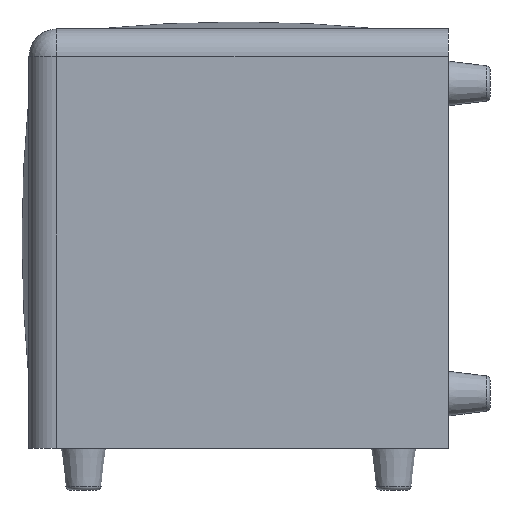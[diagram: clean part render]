
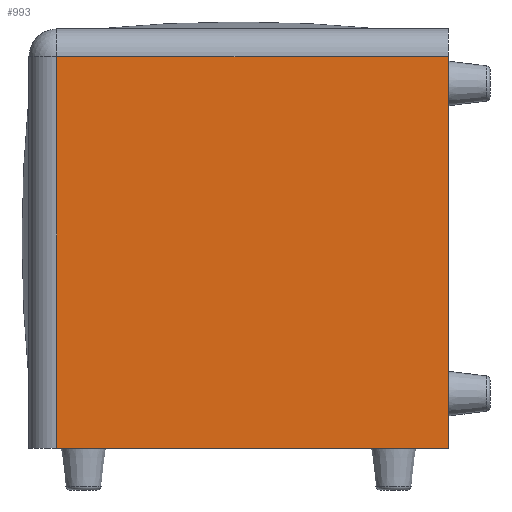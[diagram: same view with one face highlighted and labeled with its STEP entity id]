
A CAD part, left-side view. The second image highlights one B-rep face of the part: STEP entity #993.
In plain terms, the highlighted planar face has unit normal (-1, 0, 0).
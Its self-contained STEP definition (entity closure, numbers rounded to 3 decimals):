
#46=LINE('',#1655,#84);
#47=LINE('',#1658,#85);
#48=LINE('',#1660,#86);
#49=LINE('',#1662,#87);
#84=VECTOR('',#1283,1000.);
#85=VECTOR('',#1284,1000.);
#86=VECTOR('',#1285,1000.);
#87=VECTOR('',#1286,1000.);
#122=PLANE('',#1104);
#265=ORIENTED_EDGE('',*,*,#521,.F.);
#266=ORIENTED_EDGE('',*,*,#522,.T.);
#267=ORIENTED_EDGE('',*,*,#523,.T.);
#268=ORIENTED_EDGE('',*,*,#524,.T.);
#521=EDGE_CURVE('',#646,#647,#46,.T.);
#522=EDGE_CURVE('',#646,#648,#47,.F.);
#523=EDGE_CURVE('',#648,#649,#48,.T.);
#524=EDGE_CURVE('',#649,#647,#49,.T.);
#646=VERTEX_POINT('',#1656);
#647=VERTEX_POINT('',#1657);
#648=VERTEX_POINT('',#1659);
#649=VERTEX_POINT('',#1661);
#743=EDGE_LOOP('',(#265,#266,#267,#268));
#859=FACE_BOUND('',#743,.T.);
#993=ADVANCED_FACE('',(#859),#122,.F.);
#1104=AXIS2_PLACEMENT_3D('',#1654,#1281,#1282);
#1281=DIRECTION('',(1.,0.,0.));
#1282=DIRECTION('',(0.,0.,-1.));
#1283=DIRECTION('',(0.,0.,-1.));
#1284=DIRECTION('',(0.,-1.,0.));
#1285=DIRECTION('',(0.,0.,-1.));
#1286=DIRECTION('',(0.,-1.,0.));
#1654=CARTESIAN_POINT('',(-15.,15.,15.));
#1655=CARTESIAN_POINT('',(-15.,-15.,15.));
#1656=CARTESIAN_POINT('',(-15.,-15.,13.));
#1657=CARTESIAN_POINT('',(-15.,-15.,-15.));
#1658=CARTESIAN_POINT('',(-15.,15.,13.));
#1659=CARTESIAN_POINT('',(-15.,13.,13.));
#1660=CARTESIAN_POINT('',(-15.,13.,15.));
#1661=CARTESIAN_POINT('',(-15.,13.,-15.));
#1662=CARTESIAN_POINT('',(-15.,15.,-15.));
